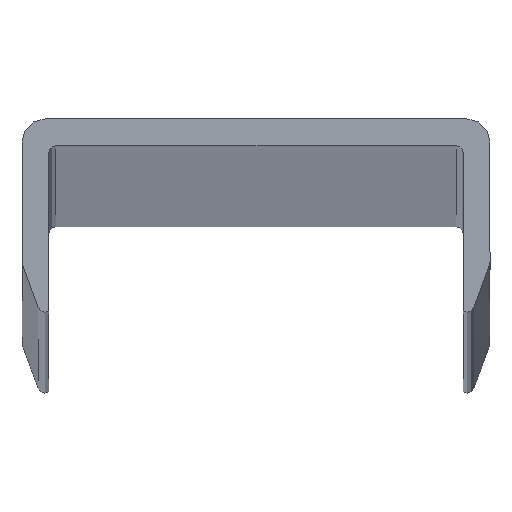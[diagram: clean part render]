
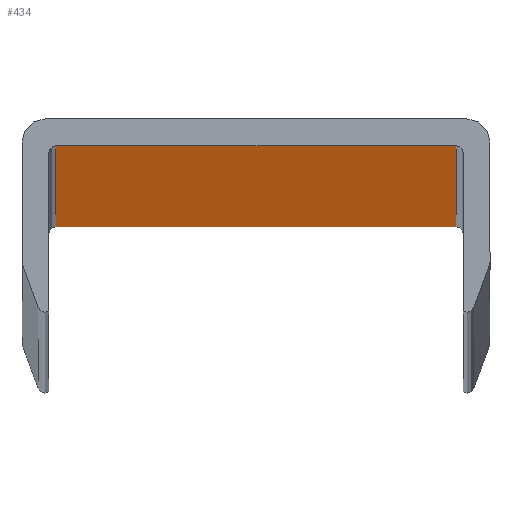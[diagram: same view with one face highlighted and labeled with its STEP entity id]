
A CAD part, top view. The second image highlights one B-rep face of the part: STEP entity #434.
In plain terms, the highlighted planar face has unit normal (0, -1, 0).
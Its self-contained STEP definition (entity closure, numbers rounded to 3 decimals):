
#10 = PLANE ( 'NONE',  #578 ) ;
#70 = ORIENTED_EDGE ( 'NONE', *, *, #495, .T. ) ;
#76 = VERTEX_POINT ( 'NONE', #237 ) ;
#97 = CARTESIAN_POINT ( 'NONE',  ( -8.64, 13.825, 2000. ) ) ;
#119 = LINE ( 'NONE', #97, #819 ) ;
#131 = DIRECTION ( 'NONE',  ( 1., 0., 0. ) ) ;
#146 = DIRECTION ( 'NONE',  ( 0., 0., 1. ) ) ;
#237 = CARTESIAN_POINT ( 'NONE',  ( 8.64, 13.825, 0. ) ) ;
#239 = CARTESIAN_POINT ( 'NONE',  ( -8.64, 13.825, 0. ) ) ;
#295 = VERTEX_POINT ( 'NONE', #239 ) ;
#296 = EDGE_CURVE ( 'NONE', #299, #536, #119, .T. ) ;
#299 = VERTEX_POINT ( 'NONE', #317 ) ;
#302 = VECTOR ( 'NONE', #435, 1000. ) ;
#312 = LINE ( 'NONE', #846, #480 ) ;
#317 = CARTESIAN_POINT ( 'NONE',  ( -8.64, 13.825, 2000. ) ) ;
#319 = EDGE_CURVE ( 'NONE', #76, #536, #312, .T. ) ;
#349 = DIRECTION ( 'NONE',  ( 0., -1., 0. ) ) ;
#366 = CARTESIAN_POINT ( 'NONE',  ( -8.64, 13.825, 0. ) ) ;
#384 = DIRECTION ( 'NONE',  ( 1., 0., 0. ) ) ;
#408 = CARTESIAN_POINT ( 'NONE',  ( 8.64, 13.825, 2000. ) ) ;
#434 = ADVANCED_FACE ( 'NONE', ( #465 ), #10, .T. ) ;
#435 = DIRECTION ( 'NONE',  ( 0., 0., -1. ) ) ;
#451 = VECTOR ( 'NONE', #131, 1000. ) ;
#465 = FACE_OUTER_BOUND ( 'NONE', #502, .T. ) ;
#480 = VECTOR ( 'NONE', #146, 1000. ) ;
#495 = EDGE_CURVE ( 'NONE', #295, #76, #793, .T. ) ;
#502 = EDGE_LOOP ( 'NONE', ( #798, #786, #701, #70 ) ) ;
#536 = VERTEX_POINT ( 'NONE', #408 ) ;
#578 = AXIS2_PLACEMENT_3D ( 'NONE', #810, #349, #751 ) ;
#588 = LINE ( 'NONE', #366, #302 ) ;
#653 = EDGE_CURVE ( 'NONE', #299, #295, #588, .T. ) ;
#701 = ORIENTED_EDGE ( 'NONE', *, *, #653, .T. ) ;
#748 = CARTESIAN_POINT ( 'NONE',  ( 0., 13.825, 0. ) ) ;
#751 = DIRECTION ( 'NONE',  ( 0., 0., -1. ) ) ;
#786 = ORIENTED_EDGE ( 'NONE', *, *, #296, .F. ) ;
#793 = LINE ( 'NONE', #748, #451 ) ;
#798 = ORIENTED_EDGE ( 'NONE', *, *, #319, .T. ) ;
#810 = CARTESIAN_POINT ( 'NONE',  ( 8.64, 13.825, 0. ) ) ;
#819 = VECTOR ( 'NONE', #384, 1000. ) ;
#846 = CARTESIAN_POINT ( 'NONE',  ( 8.64, 13.825, 0. ) ) ;
